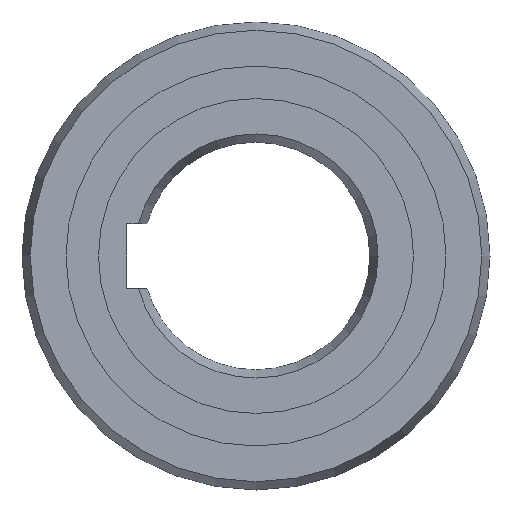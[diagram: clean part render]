
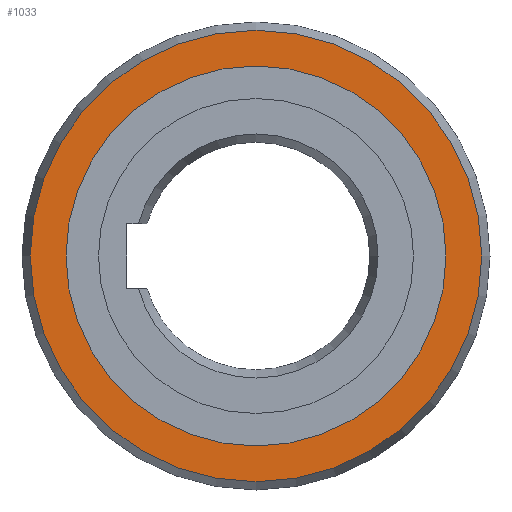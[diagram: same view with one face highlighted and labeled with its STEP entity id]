
A CAD part, left-side view. The second image highlights one B-rep face of the part: STEP entity #1033.
In plain terms, the highlighted planar face has unit normal (-1, 0, 0).
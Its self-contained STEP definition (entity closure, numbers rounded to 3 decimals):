
#776=CARTESIAN_POINT('',(-8.5,0.,0.));
#777=DIRECTION('',(1.,0.,0.));
#778=DIRECTION('',(0.,1.,0.));
#779=AXIS2_PLACEMENT_3D('',#776,#777,#778);
#781=CARTESIAN_POINT('',(-8.5,0.,0.));
#782=DIRECTION('',(1.,0.,0.));
#783=DIRECTION('',(0.,0.,1.));
#784=AXIS2_PLACEMENT_3D('',#781,#782,#783);
#786=CARTESIAN_POINT('',(-8.5,0.,0.));
#787=DIRECTION('',(1.,0.,0.));
#788=DIRECTION('',(0.,-1.,0.));
#789=AXIS2_PLACEMENT_3D('',#786,#787,#788);
#791=CARTESIAN_POINT('',(-8.5,0.,0.));
#792=DIRECTION('',(1.,0.,0.));
#793=DIRECTION('',(0.,0.,-1.));
#794=AXIS2_PLACEMENT_3D('',#791,#792,#793);
#796=CARTESIAN_POINT('',(-8.5,0.,0.));
#797=DIRECTION('',(-1.,0.,0.));
#798=DIRECTION('',(0.,1.,0.));
#799=AXIS2_PLACEMENT_3D('',#796,#797,#798);
#801=CARTESIAN_POINT('',(-8.5,0.,0.));
#802=DIRECTION('',(-1.,0.,0.));
#803=DIRECTION('',(0.,-1.,0.));
#804=AXIS2_PLACEMENT_3D('',#801,#802,#803);
#942=CARTESIAN_POINT('',(-8.5,0.,-34.726));
#943=CARTESIAN_POINT('',(-8.5,34.726,0.));
#944=VERTEX_POINT('',#942);
#945=VERTEX_POINT('',#943);
#946=CARTESIAN_POINT('',(-8.5,-34.726,
0.));
#947=VERTEX_POINT('',#946);
#954=CARTESIAN_POINT('',(-8.5,0.,
34.726));
#955=VERTEX_POINT('',#954);
#956=CARTESIAN_POINT('',(-8.5,29.23,0.));
#957=CARTESIAN_POINT('',(-8.5,-29.23,0.));
#958=VERTEX_POINT('',#956);
#959=VERTEX_POINT('',#957);
#1014=CARTESIAN_POINT('',(-8.5,0.,0.));
#1015=DIRECTION('',(1.,0.,0.));
#1016=DIRECTION('',(0.,-1.,0.));
#1017=AXIS2_PLACEMENT_3D('',#1014,#1015,#1016);
#1018=PLANE('',#1017);
#1020=ORIENTED_EDGE('',*,*,#1019,.T.);
#1022=ORIENTED_EDGE('',*,*,#1021,.T.);
#1023=ORIENTED_EDGE('',*,*,#1001,.T.);
#1024=ORIENTED_EDGE('',*,*,#999,.T.);
#1025=EDGE_LOOP('',(#1020,#1022,#1023,#1024));
#1026=FACE_OUTER_BOUND('',#1025,.F.);
#1028=ORIENTED_EDGE('',*,*,#1027,.T.);
#1030=ORIENTED_EDGE('',*,*,#1029,.T.);
#1031=EDGE_LOOP('',(#1028,#1030));
#1032=FACE_BOUND('',#1031,.F.);
#780=CIRCLE('',#779,34.726);
#785=CIRCLE('',#784,34.726);
#790=CIRCLE('',#789,34.726);
#795=CIRCLE('',#794,34.726);
#800=CIRCLE('',#799,29.23);
#805=CIRCLE('',#804,29.23);
#999=EDGE_CURVE('',#944,#945,#795,.T.);
#1001=EDGE_CURVE('',#947,#944,#790,.T.);
#1019=EDGE_CURVE('',#945,#955,#780,.T.);
#1021=EDGE_CURVE('',#955,#947,#785,.T.);
#1027=EDGE_CURVE('',#958,#959,#800,.T.);
#1029=EDGE_CURVE('',#959,#958,#805,.T.);
#1033=ADVANCED_FACE('',(#1026,#1032),#1018,.F.);
